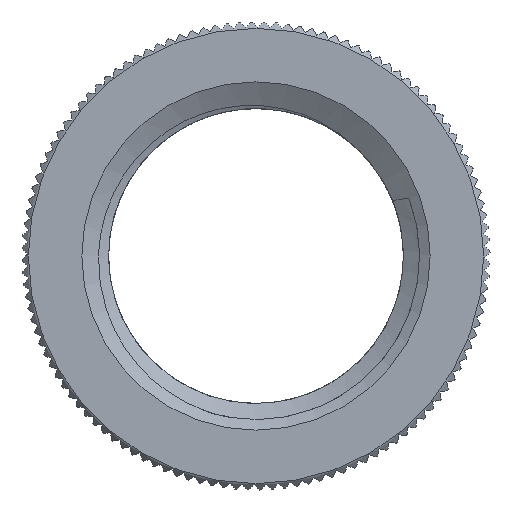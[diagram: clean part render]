
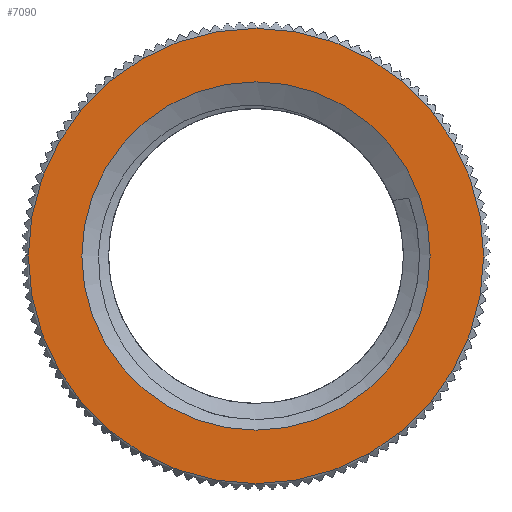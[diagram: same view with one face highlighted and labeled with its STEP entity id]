
A CAD part, left-side view. The second image highlights one B-rep face of the part: STEP entity #7090.
In plain terms, the highlighted planar face has unit normal (-1, 0, 0).
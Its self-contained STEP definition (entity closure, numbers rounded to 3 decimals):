
#1106=PLANE('',#8208);
#1115=FACE_BOUND('',#1878,.T.);
#1492=FACE_OUTER_BOUND('',#1877,.T.);
#1877=EDGE_LOOP('',(#6342));
#1878=EDGE_LOOP('',(#6343));
#1887=CIRCLE('',#7106,8.216);
#2619=CIRCLE('',#8206,10.74);
#2639=VERTEX_POINT('',#10831);
#3376=VERTEX_POINT('',#14781);
#3382=EDGE_CURVE('',#2639,#2639,#1887,.T.);
#4487=EDGE_CURVE('',#3376,#3376,#2619,.T.);
#6342=ORIENTED_EDGE('',*,*,#4487,.F.);
#6343=ORIENTED_EDGE('',*,*,#3382,.T.);
#7090=ADVANCED_FACE('',(#1492,#1115),#1106,.T.);
#7106=AXIS2_PLACEMENT_3D('',#10832,#8223,#8224);
#8206=AXIS2_PLACEMENT_3D('',#14782,#10783,#10784);
#8208=AXIS2_PLACEMENT_3D('',#14784,#10787,#10788);
#8223=DIRECTION('center_axis',(1.,0.,0.));
#8224=DIRECTION('ref_axis',(0.,1.,0.));
#10783=DIRECTION('center_axis',(1.,0.,0.));
#10784=DIRECTION('ref_axis',(0.,0.,-1.));
#10787=DIRECTION('center_axis',(-1.,0.,0.));
#10788=DIRECTION('ref_axis',(0.,0.,1.));
#10831=CARTESIAN_POINT('',(-9.,8.216,0.));
#10832=CARTESIAN_POINT('Origin',(-9.,0.,0.));
#14781=CARTESIAN_POINT('',(-9.,10.74,0.));
#14782=CARTESIAN_POINT('Origin',(-9.,0.,0.));
#14784=CARTESIAN_POINT('Origin',(-9.,10.74,0.));
